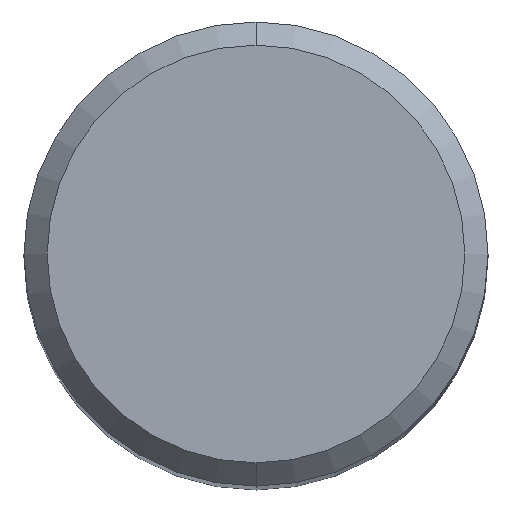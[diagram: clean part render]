
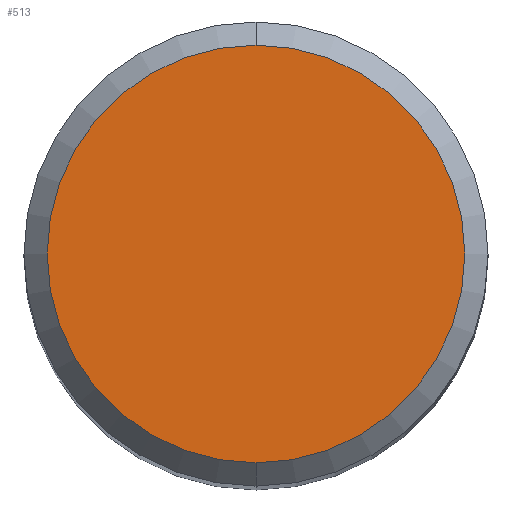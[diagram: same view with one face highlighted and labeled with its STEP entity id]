
A CAD part, top view. The second image highlights one B-rep face of the part: STEP entity #513.
In plain terms, the highlighted planar face has unit normal (0, 0, 1).
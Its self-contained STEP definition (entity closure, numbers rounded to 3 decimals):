
#449=VERTEX_POINT('',#1119);
#513=ADVANCED_FACE('',(#1191),#1192,.T.);
#661=VERTEX_POINT('',#1356);
#709=EDGE_CURVE('',#661,#449,#1406,.T.);
#969=EDGE_CURVE('',#449,#661,#1688,.T.);
#1119=CARTESIAN_POINT('',(0.,-5.4,0.0));
#1191=FACE_OUTER_BOUND('',#4014,.T.);
#1192=PLANE('',#4015);
#1356=CARTESIAN_POINT('',(0.0,5.4,0.0));
#1406=CIRCLE('',#8267,5.4);
#1688=CIRCLE('',#11357,5.4);
#4014=EDGE_LOOP('',(#11790,#11791));
#4015=AXIS2_PLACEMENT_3D('',#11792,#11793,#11794);
#8267=AXIS2_PLACEMENT_3D('',#12002,#12003,#12004);
#11357=AXIS2_PLACEMENT_3D('',#12291,#12292,#12293);
#11790=ORIENTED_EDGE('',*,*,#709,.F.);
#11791=ORIENTED_EDGE('',*,*,#969,.F.);
#11792=CARTESIAN_POINT('',(0.0,2.7,0.0));
#11793=DIRECTION('',(-0.0,0.0,1.0));
#11794=DIRECTION('',(0.0,-1.0,0.0));
#12002=CARTESIAN_POINT('',(0.0,0.0,0.0));
#12003=DIRECTION('',(0.0,0.0,-1.0));
#12004=DIRECTION('',(0.0,1.0,0.0));
#12291=CARTESIAN_POINT('',(0.0,0.0,0.0));
#12292=DIRECTION('',(0.0,0.0,-1.0));
#12293=DIRECTION('',(0.0,1.0,0.0));
